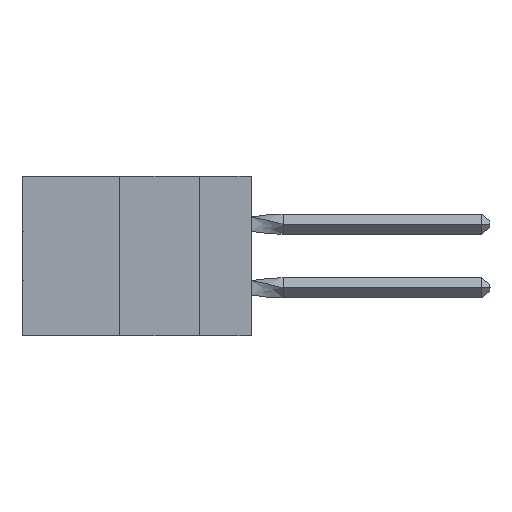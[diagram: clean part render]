
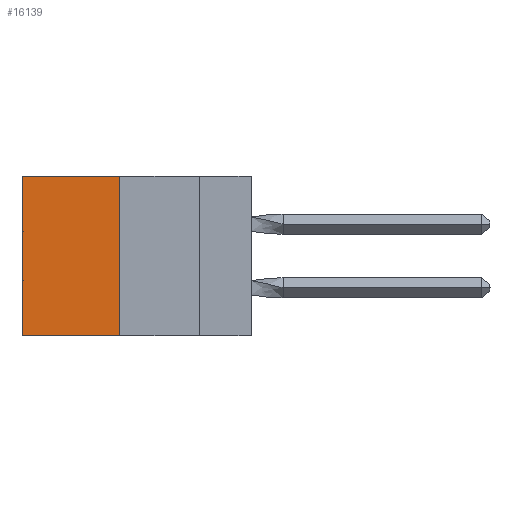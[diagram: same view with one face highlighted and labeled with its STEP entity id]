
A CAD part, left-side view. The second image highlights one B-rep face of the part: STEP entity #16139.
In plain terms, the highlighted planar face has unit normal (-1, 0, 0).
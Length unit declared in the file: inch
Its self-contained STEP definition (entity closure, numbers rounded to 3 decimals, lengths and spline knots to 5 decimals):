
#245 = CARTESIAN_POINT ( 'NONE',  ( 0.305, 0.413, -0.5 ) ) ;
#2191 = DIRECTION ( 'NONE',  ( 1., 0., 0. ) ) ;
#2634 = PLANE ( 'NONE',  #31647 ) ;
#3512 = VERTEX_POINT ( 'NONE', #245 ) ;
#4270 = VERTEX_POINT ( 'NONE', #15053 ) ;
#4939 = CARTESIAN_POINT ( 'NONE',  ( 0.305, 0.72, -0.5 ) ) ;
#6067 = DIRECTION ( 'NONE',  ( 0., 1., 0. ) ) ;
#6414 = CARTESIAN_POINT ( 'NONE',  ( 0.305, 0.72, -0.5 ) ) ;
#6811 = EDGE_LOOP ( 'NONE', ( #36901, #27246, #9138, #27716 ) ) ;
#7125 = DIRECTION ( 'NONE',  ( 0., 0., -1. ) ) ;
#9138 = ORIENTED_EDGE ( 'NONE', *, *, #13279, .F. ) ;
#13279 = EDGE_CURVE ( 'NONE', #4270, #3512, #40239, .T. ) ;
#13647 = EDGE_CURVE ( 'NONE', #3512, #33076, #36920, .T. ) ;
#14310 = EDGE_CURVE ( 'NONE', #20229, #33076, #44676, .T. ) ;
#15053 = CARTESIAN_POINT ( 'NONE',  ( 0.305, 0.413, 0. ) ) ;
#16139 = ADVANCED_FACE ( 'NONE', ( #28218 ), #2634, .F. ) ;
#16287 = CARTESIAN_POINT ( 'NONE',  ( 0.305, 0.413, -0.5 ) ) ;
#16550 = CARTESIAN_POINT ( 'NONE',  ( 0.305, 0.413, -0.5 ) ) ;
#17905 = LINE ( 'NONE', #36870, #37453 ) ;
#20142 = VECTOR ( 'NONE', #7125, 39.37008 ) ;
#20229 = VERTEX_POINT ( 'NONE', #28637 ) ;
#22106 = EDGE_CURVE ( 'NONE', #4270, #20229, #17905, .T. ) ;
#26800 = VECTOR ( 'NONE', #30673, 39.37008 ) ;
#27246 = ORIENTED_EDGE ( 'NONE', *, *, #13647, .F. ) ;
#27716 = ORIENTED_EDGE ( 'NONE', *, *, #22106, .T. ) ;
#28218 = FACE_OUTER_BOUND ( 'NONE', #6811, .T. ) ;
#28637 = CARTESIAN_POINT ( 'NONE',  ( 0.305, 0.72, 0. ) ) ;
#30673 = DIRECTION ( 'NONE',  ( 0., 0., -1. ) ) ;
#31647 = AXIS2_PLACEMENT_3D ( 'NONE', #16287, #2191, #40393 ) ;
#33076 = VERTEX_POINT ( 'NONE', #4939 ) ;
#35001 = CARTESIAN_POINT ( 'NONE',  ( 0.305, 0.413, -0.5 ) ) ;
#36870 = CARTESIAN_POINT ( 'NONE',  ( 0.305, 0.413, 0. ) ) ;
#36901 = ORIENTED_EDGE ( 'NONE', *, *, #14310, .T. ) ;
#36920 = LINE ( 'NONE', #16550, #43419 ) ;
#37453 = VECTOR ( 'NONE', #43654, 39.37008 ) ;
#40239 = LINE ( 'NONE', #35001, #20142 ) ;
#40393 = DIRECTION ( 'NONE',  ( 0., 0., -1. ) ) ;
#43419 = VECTOR ( 'NONE', #6067, 39.37008 ) ;
#43654 = DIRECTION ( 'NONE',  ( 0., 1., 0. ) ) ;
#44676 = LINE ( 'NONE', #6414, #26800 ) ;
